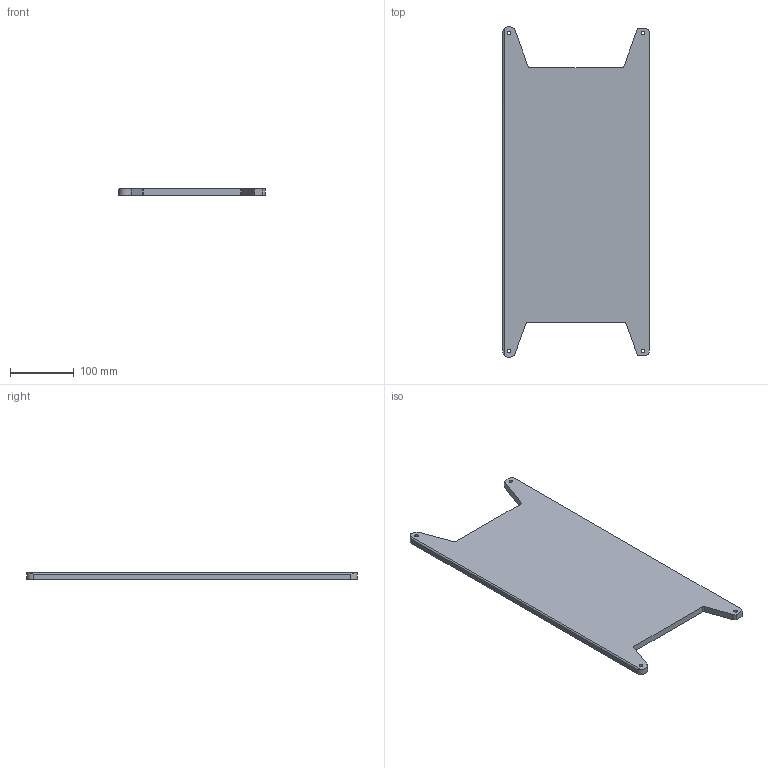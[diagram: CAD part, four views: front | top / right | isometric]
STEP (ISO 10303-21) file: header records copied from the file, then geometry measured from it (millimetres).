
FILE_DESCRIPTION(/* description */ (''),/* implementation_level */ '2;1');
FILE_NAME(/* name */ '1-Heated Build Plate v3 v1.step',/* time_stamp */ '2019-09-14T12:53:37-04:00',/* author */ (''),/* organization */ (''),/* preprocessor_version */ 'ST-DEVELOPER v18',/* originating_system */ 'Autodesk Translation Framework v8.6.0.1094',/* authorisation */ '');
FILE_SCHEMA (('AUTOMOTIVE_DESIGN { 1 0 10303 214 3 1 1 }'));
Length unit declared in the file: millimetre
Products named in the file (1): 1-Heated Build Plate v3
Bounding box: 230 x 520 x 10 mm (x, y, z)
Volume: 984154.6 mm3; surface area: 213572.1 mm2
Topology: 1 solids, 1 shells, 27 faces, 75 edges, 50 vertices
Faces by surface type: cylinder 15, plane 12
Full cylindrical faces by diameter (mm): 5.5 x4
Entity records: 939 total; most frequent: CARTESIAN_POINT 163, DIRECTION 157, ORIENTED_EDGE 150, EDGE_CURVE 75, AXIS2_PLACEMENT_3D 56, VERTEX_POINT 50, LINE 45, VECTOR 45
